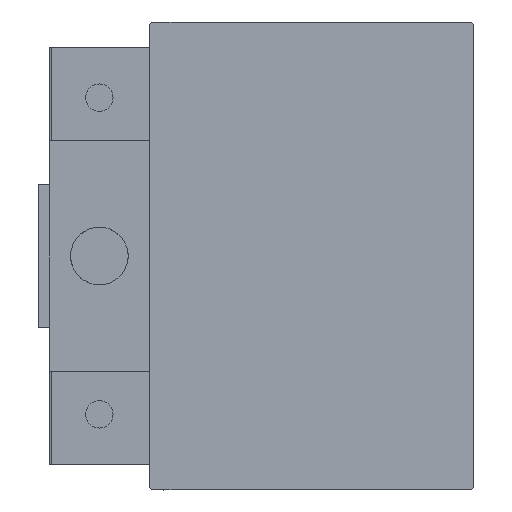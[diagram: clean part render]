
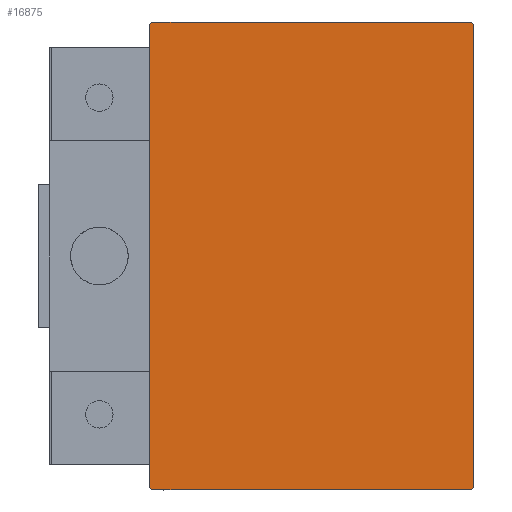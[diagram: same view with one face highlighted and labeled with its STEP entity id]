
A CAD part, left-side view. The second image highlights one B-rep face of the part: STEP entity #16875.
In plain terms, the highlighted face is planar.
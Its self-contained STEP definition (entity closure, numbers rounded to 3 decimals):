
#288 = VECTOR ( 'NONE', #31407, 1000. ) ;
#294 = CARTESIAN_POINT ( 'NONE',  ( 100., -22.5, 32.2 ) ) ;
#1665 = EDGE_CURVE ( 'NONE', #49202, #47022, #44996, .T. ) ;
#2139 = VECTOR ( 'NONE', #39699, 1000. ) ;
#4730 = CARTESIAN_POINT ( 'NONE',  ( 100., -22.5, -32.2 ) ) ;
#5719 = CARTESIAN_POINT ( 'NONE',  ( 100., 22.2, -32.5 ) ) ;
#6072 = VECTOR ( 'NONE', #13077, 1000. ) ;
#6769 = VERTEX_POINT ( 'NONE', #4730 ) ;
#7857 = CARTESIAN_POINT ( 'NONE',  ( 100., 22.5, -32.2 ) ) ;
#8845 = ORIENTED_EDGE ( 'NONE', *, *, #16568, .T. ) ;
#9808 = EDGE_CURVE ( 'NONE', #28108, #19821, #38249, .T. ) ;
#9839 = DIRECTION ( 'NONE',  ( 0., -0.707, -0.707 ) ) ;
#9943 = ORIENTED_EDGE ( 'NONE', *, *, #30364, .T. ) ;
#10916 = ORIENTED_EDGE ( 'NONE', *, *, #45509, .T. ) ;
#10952 = CARTESIAN_POINT ( 'NONE',  ( 100., 22.5, -32.5 ) ) ;
#12091 = EDGE_CURVE ( 'NONE', #19821, #35427, #32373, .T. ) ;
#12388 = ORIENTED_EDGE ( 'NONE', *, *, #48927, .T. ) ;
#12967 = DIRECTION ( 'NONE',  ( 0., 0., -1. ) ) ;
#13077 = DIRECTION ( 'NONE',  ( 0., -1., 0. ) ) ;
#14590 = LINE ( 'NONE', #19136, #23559 ) ;
#16351 = CARTESIAN_POINT ( 'NONE',  ( 100., -22.5, -32.5 ) ) ;
#16568 = EDGE_CURVE ( 'NONE', #33720, #49202, #35642, .T. ) ;
#16777 = CARTESIAN_POINT ( 'NONE',  ( 100., 0., 0. ) ) ;
#16875 = ADVANCED_FACE ( 'NONE', ( #43196 ), #46998, .T. ) ;
#18326 = CARTESIAN_POINT ( 'NONE',  ( 100., 27.35, -27.35 ) ) ;
#18824 = DIRECTION ( 'NONE',  ( 0., 0., 1. ) ) ;
#19136 = CARTESIAN_POINT ( 'NONE',  ( 100., -27.35, -27.35 ) ) ;
#19438 = ORIENTED_EDGE ( 'NONE', *, *, #12091, .T. ) ;
#19821 = VERTEX_POINT ( 'NONE', #50246 ) ;
#19899 = CARTESIAN_POINT ( 'NONE',  ( 100., -22.5, 32.5 ) ) ;
#20125 = VECTOR ( 'NONE', #43516, 1000. ) ;
#21398 = DIRECTION ( 'NONE',  ( 0., 0.707, 0.707 ) ) ;
#21683 = VECTOR ( 'NONE', #18824, 1000. ) ;
#21789 = VECTOR ( 'NONE', #9839, 1000. ) ;
#22641 = LINE ( 'NONE', #10952, #21683 ) ;
#23330 = ORIENTED_EDGE ( 'NONE', *, *, #47568, .T. ) ;
#23559 = VECTOR ( 'NONE', #34897, 1000. ) ;
#23657 = DIRECTION ( 'NONE',  ( 1., 0., 0. ) ) ;
#25661 = AXIS2_PLACEMENT_3D ( 'NONE', #16777, #23657, #12967 ) ;
#28108 = VERTEX_POINT ( 'NONE', #48584 ) ;
#28611 = CARTESIAN_POINT ( 'NONE',  ( 100., -27.35, 27.35 ) ) ;
#30364 = EDGE_CURVE ( 'NONE', #6769, #33720, #14590, .T. ) ;
#30384 = CARTESIAN_POINT ( 'NONE',  ( 100., 27.35, 27.35 ) ) ;
#31407 = DIRECTION ( 'NONE',  ( 0., -0.707, 0.707 ) ) ;
#32373 = LINE ( 'NONE', #47850, #6072 ) ;
#32425 = LINE ( 'NONE', #28611, #21789 ) ;
#33720 = VERTEX_POINT ( 'NONE', #40211 ) ;
#34897 = DIRECTION ( 'NONE',  ( 0., 0.707, -0.707 ) ) ;
#35427 = VERTEX_POINT ( 'NONE', #42278 ) ;
#35642 = LINE ( 'NONE', #16351, #2139 ) ;
#38249 = LINE ( 'NONE', #30384, #288 ) ;
#39607 = ORIENTED_EDGE ( 'NONE', *, *, #9808, .T. ) ;
#39699 = DIRECTION ( 'NONE',  ( 0., 1., 0. ) ) ;
#40211 = CARTESIAN_POINT ( 'NONE',  ( 100., -22.2, -32.5 ) ) ;
#42278 = CARTESIAN_POINT ( 'NONE',  ( 100., -22.2, 32.5 ) ) ;
#42792 = VERTEX_POINT ( 'NONE', #294 ) ;
#43014 = LINE ( 'NONE', #19899, #20125 ) ;
#43196 = FACE_OUTER_BOUND ( 'NONE', #44089, .T. ) ;
#43516 = DIRECTION ( 'NONE',  ( 0., 0., -1. ) ) ;
#44026 = ORIENTED_EDGE ( 'NONE', *, *, #1665, .T. ) ;
#44089 = EDGE_LOOP ( 'NONE', ( #8845, #44026, #10916, #39607, #19438, #12388, #23330, #9943 ) ) ;
#44996 = LINE ( 'NONE', #18326, #48544 ) ;
#45509 = EDGE_CURVE ( 'NONE', #47022, #28108, #22641, .T. ) ;
#46998 = PLANE ( 'NONE',  #25661 ) ;
#47022 = VERTEX_POINT ( 'NONE', #7857 ) ;
#47568 = EDGE_CURVE ( 'NONE', #42792, #6769, #43014, .T. ) ;
#47850 = CARTESIAN_POINT ( 'NONE',  ( 100., 22.5, 32.5 ) ) ;
#48544 = VECTOR ( 'NONE', #21398, 1000. ) ;
#48584 = CARTESIAN_POINT ( 'NONE',  ( 100., 22.5, 32.2 ) ) ;
#48927 = EDGE_CURVE ( 'NONE', #35427, #42792, #32425, .T. ) ;
#49202 = VERTEX_POINT ( 'NONE', #5719 ) ;
#50246 = CARTESIAN_POINT ( 'NONE',  ( 100., 22.2, 32.5 ) ) ;
